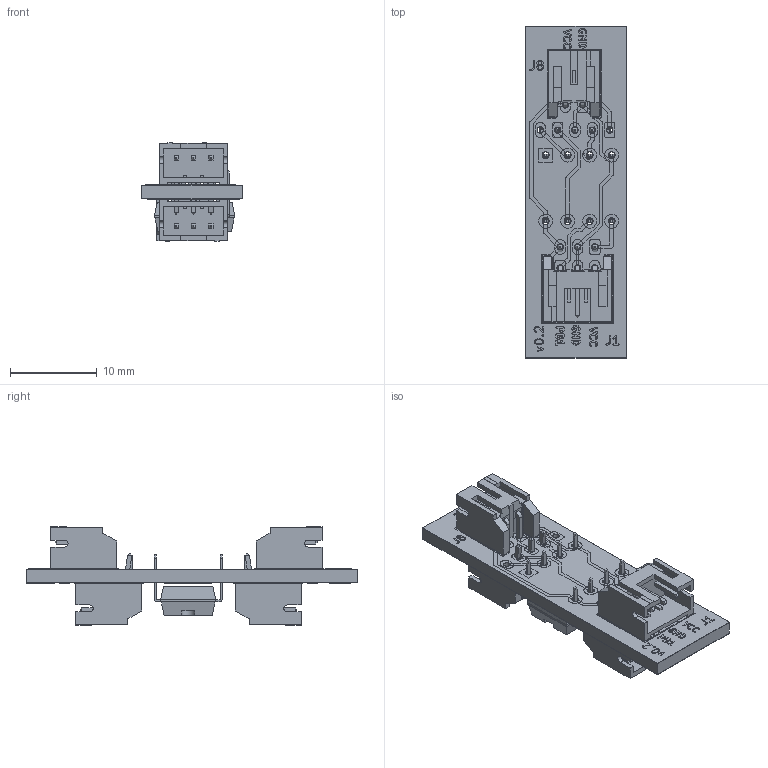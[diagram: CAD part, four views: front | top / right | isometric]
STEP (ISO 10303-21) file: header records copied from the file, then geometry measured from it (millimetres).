
FILE_DESCRIPTION(('KiCad electronic assembly'),'2;1');
FILE_NAME('Wand_Control_Board.step','2025-05-01T11:45:20',('Pcbnew'),( 'Kicad'),'Open CASCADE STEP processor 7.8','KiCad to STEP converter' ,'Unknown');
FILE_SCHEMA(('AUTOMOTIVE_DESIGN { 1 0 10303 214 1 1 1 1 }'));
Length unit declared in the file: millimetre
Products named in the file (9): Wand_Control_Board 1; JST_PH_S2B-PH-K_1x02_P2.00mm_Horizontal; JST_PH_S3B-PH-K_1x03_P2.00mm_Horizontal; DIP-8_W7.62mm; Wand_Control_Board_copper; Wand_Control_Board_pad; Wand_Control_Board_silkscreen; Wand_Control_Board_soldermask; Wand_Control_Board_PCB
Assembly tree (10 placements, depth 2):
  Wand_Control_Board 1
    JST_PH_S2B-PH-K_1x02_P2.00mm_Horizontal
    JST_PH_S3B-PH-K_1x03_P2.00mm_Horizontal  x3
    DIP-8_W7.62mm
    Wand_Control_Board_copper
    Wand_Control_Board_pad
    Wand_Control_Board_silkscreen
    Wand_Control_Board_soldermask
    Wand_Control_Board_PCB
Bounding box: 11.65 x 38.3 x 11.38 mm (x, y, z)
Volume: 1315.9 mm3; surface area: 4159.2 mm2
Topology: 91 solids, 159 shells, 1471 faces, 5100 edges, 3885 vertices
Faces by surface type: plane 1134, cylinder 317, bspline 20
Full cylindrical faces by diameter (mm): 0.7 x48, 0.75 x53, 0.8 x16, 1.6 x14
Entity records: 51284 total; most frequent: CARTESIAN_POINT 9259, DIRECTION 7705, ORIENTED_EDGE 7055, EDGE_CURVE 4312, VERTEX_POINT 3373, LINE 3237, VECTOR 3237, AXIS2_PLACEMENT_3D 2234
